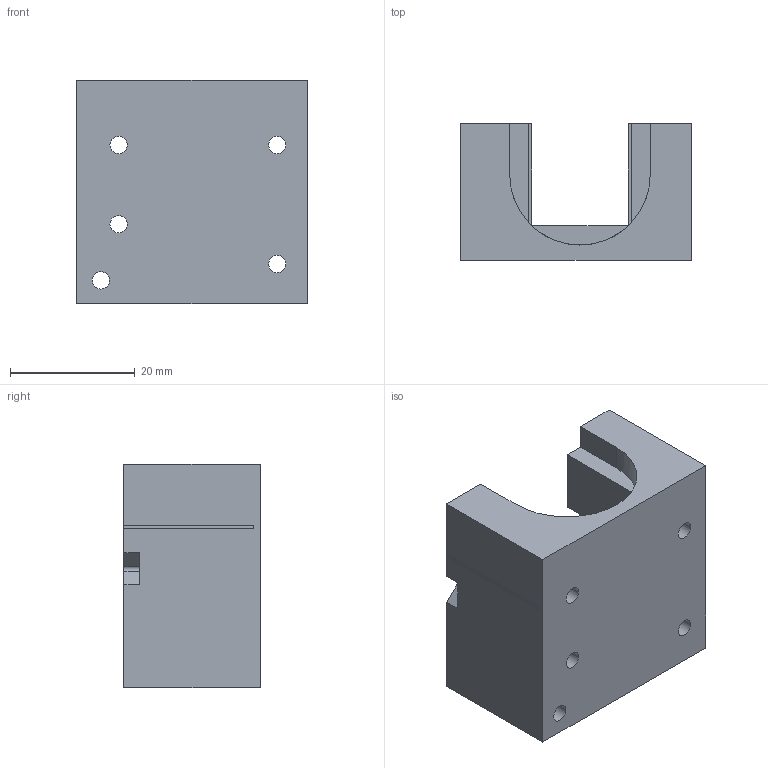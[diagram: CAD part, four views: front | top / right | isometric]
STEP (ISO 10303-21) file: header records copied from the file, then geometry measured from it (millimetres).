
FILE_DESCRIPTION(/* description */ (''),/* implementation_level */ '2;1');
FILE_NAME(/* name */ 'Shock Mount bottom.step',/* time_stamp */ '2023-08-23T16:07:22-04:00',/* author */ (''),/* organization */ (''),/* preprocessor_version */ 'ST-DEVELOPER v20',/* originating_system */ 'Autodesk Translation Framework v12.9.0.99',/* authorisation */ '');
FILE_SCHEMA (('AUTOMOTIVE_DESIGN { 1 0 10303 214 3 1 1 }'));
Length unit declared in the file: inch
Products named in the file (1): Shock mount bottom
Bounding box: 36.83 x 21.84 x 35.75 mm (x, y, z)
Volume: 16612.3 mm3; surface area: 7978.9 mm2
Topology: 1 solids, 1 shells, 58 faces, 173 edges, 112 vertices
Faces by surface type: plane 37, cylinder 19, cone 2
Full cylindrical faces by diameter (mm): 2.54 x4, 2.769 x5
Entity records: 2046 total; most frequent: CARTESIAN_POINT 389, ORIENTED_EDGE 342, DIRECTION 330, EDGE_CURVE 171, LINE 120, VECTOR 120, VERTEX_POINT 112, AXIS2_PLACEMENT_3D 105
